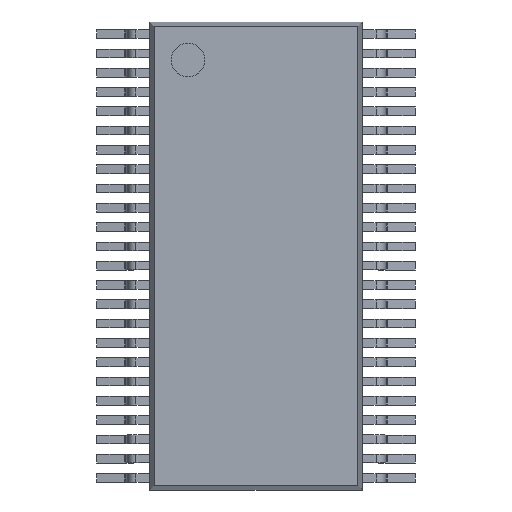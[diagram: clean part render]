
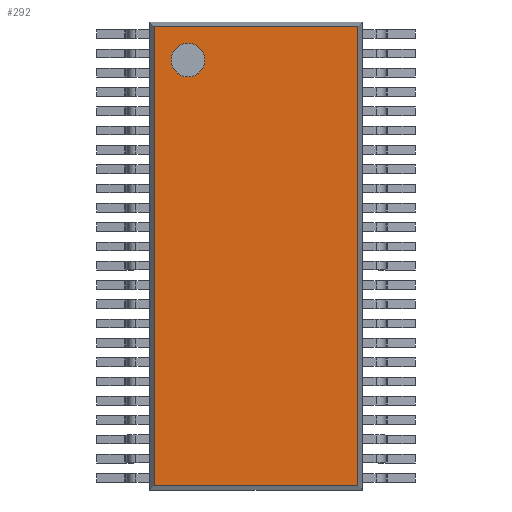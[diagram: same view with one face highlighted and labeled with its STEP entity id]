
A CAD part, top view. The second image highlights one B-rep face of the part: STEP entity #292.
In plain terms, the highlighted planar face has unit normal (0, 0, 1).
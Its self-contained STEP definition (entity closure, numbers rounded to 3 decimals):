
#70=CARTESIAN_POINT('',(-1.06,4.06,1.2));
#71=VERTEX_POINT('',#70);
#80=CARTESIAN_POINT('',(-1.76,4.06,1.2));
#81=VERTEX_POINT('',#80);
#82=CARTESIAN_POINT('',(-1.41,4.06,1.2));
#83=DIRECTION('',(0.0,0.0,-1.0));
#84=DIRECTION('',(1.0,0.0,0.0));
#85=AXIS2_PLACEMENT_3D('',#82,#83,#84);
#86=CIRCLE('',#85,0.35);
#87=EDGE_CURVE('',#81,#71,#86,.T.);
#121=CARTESIAN_POINT('',(-1.41,4.06,1.2));
#122=DIRECTION('',(0.0,0.0,-1.0));
#123=DIRECTION('',(1.0,0.0,0.0));
#124=AXIS2_PLACEMENT_3D('',#121,#122,#123);
#125=CIRCLE('',#124,0.35);
#126=EDGE_CURVE('',#71,#81,#125,.T.);
#156=CARTESIAN_POINT('',(2.11,4.76,1.2));
#157=VERTEX_POINT('',#156);
#164=CARTESIAN_POINT('',(2.11,-4.76,1.2));
#165=VERTEX_POINT('',#164);
#166=CARTESIAN_POINT('',(2.11,4.76,1.2));
#167=DIRECTION('',(0.0,-1.0,0.0));
#168=VECTOR('',#167,9.52);
#169=LINE('',#166,#168);
#170=EDGE_CURVE('',#157,#165,#169,.T.);
#194=CARTESIAN_POINT('',(-2.11,4.76,1.2));
#195=VERTEX_POINT('',#194);
#202=CARTESIAN_POINT('',(-2.11,4.76,1.2));
#203=DIRECTION('',(1.0,0.0,0.0));
#204=VECTOR('',#203,4.22);
#205=LINE('',#202,#204);
#206=EDGE_CURVE('',#195,#157,#205,.T.);
#225=CARTESIAN_POINT('',(-2.11,-4.76,1.2));
#226=VERTEX_POINT('',#225);
#233=CARTESIAN_POINT('',(-2.11,-4.76,1.2));
#234=DIRECTION('',(0.0,1.0,0.0));
#235=VECTOR('',#234,9.52);
#236=LINE('',#233,#235);
#237=EDGE_CURVE('',#226,#195,#236,.T.);
#255=CARTESIAN_POINT('',(2.11,-4.76,1.2));
#256=DIRECTION('',(-1.0,0.0,0.0));
#257=VECTOR('',#256,4.22);
#258=LINE('',#255,#257);
#259=EDGE_CURVE('',#165,#226,#258,.T.);
#277=CARTESIAN_POINT('',(-1.41,1.71,1.2));
#278=DIRECTION('',(0.0,0.0,1.0));
#279=DIRECTION('',(-1.0,0.0,0.0));
#280=AXIS2_PLACEMENT_3D('',#277,#278,#279);
#281=PLANE('',#280);
#282=ORIENTED_EDGE('',*,*,#170,.F.);
#283=ORIENTED_EDGE('',*,*,#206,.F.);
#284=ORIENTED_EDGE('',*,*,#237,.F.);
#285=ORIENTED_EDGE('',*,*,#259,.F.);
#286=EDGE_LOOP('',(#282,#283,#284,#285));
#287=FACE_OUTER_BOUND('',#286,.T.);
#288=ORIENTED_EDGE('',*,*,#126,.T.);
#289=ORIENTED_EDGE('',*,*,#87,.T.);
#290=EDGE_LOOP('',(#288,#289));
#291=FACE_BOUND('',#290,.T.);
#292=ADVANCED_FACE('',(#287,#291),#281,.T.);
